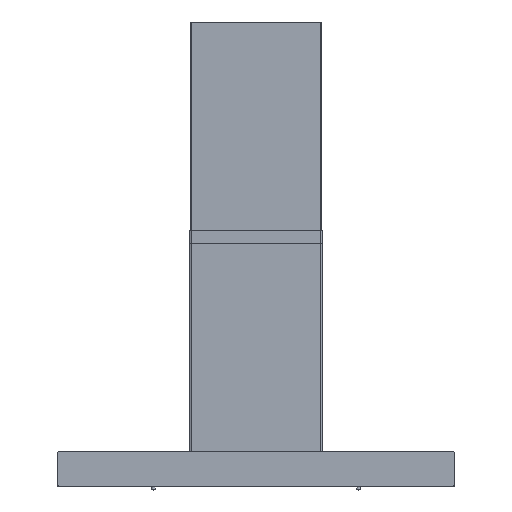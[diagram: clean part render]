
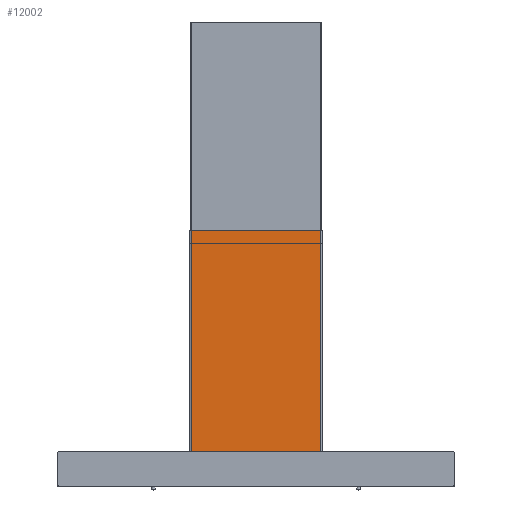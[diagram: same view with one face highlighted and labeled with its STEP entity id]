
A CAD part, top view. The second image highlights one B-rep face of the part: STEP entity #12002.
In plain terms, the highlighted planar face has unit normal (0, 0, 1).
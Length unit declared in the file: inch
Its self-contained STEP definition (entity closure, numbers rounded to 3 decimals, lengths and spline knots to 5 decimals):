
#11809=DIRECTION('',(1.,0.,0.));
#11810=VECTOR('',#11809,11.706);
#11811=CARTESIAN_POINT('',(-5.853,0.,6.002));
#11812=LINE('',#11811,#11810);
#11830=DIRECTION('',(0.,1.,0.));
#11831=VECTOR('',#11830,20.);
#11832=CARTESIAN_POINT('',(5.853,0.,6.002));
#11833=LINE('',#11832,#11831);
#11834=DIRECTION('',(0.,1.,0.));
#11835=VECTOR('',#11834,20.);
#11836=CARTESIAN_POINT('',(-5.853,0.,6.002));
#11837=LINE('',#11836,#11835);
#11868=DIRECTION('',(1.,0.,0.));
#11869=VECTOR('',#11868,11.706);
#11870=CARTESIAN_POINT('',(-5.853,20.,6.002));
#11871=LINE('',#11870,#11869);
#11900=CARTESIAN_POINT('',(-5.853,0.,6.002));
#11901=VERTEX_POINT('',#11900);
#11902=CARTESIAN_POINT('',(5.853,0.,6.002));
#11903=VERTEX_POINT('',#11902);
#11916=CARTESIAN_POINT('',(-5.853,20.,6.002));
#11917=VERTEX_POINT('',#11916);
#11918=CARTESIAN_POINT('',(5.853,20.,6.002));
#11919=VERTEX_POINT('',#11918);
#11989=CARTESIAN_POINT('',(-5.853,0.,6.002));
#11990=DIRECTION('',(0.,0.,1.));
#11991=DIRECTION('',(1.,0.,0.));
#11992=AXIS2_PLACEMENT_3D('',#11989,#11990,#11991);
#11993=PLANE('',#11992);
#11994=ORIENTED_EDGE('',*,*,#11937,.F.);
#11996=ORIENTED_EDGE('',*,*,#11995,.T.);
#11998=ORIENTED_EDGE('',*,*,#11997,.T.);
#11999=ORIENTED_EDGE('',*,*,#11981,.F.);
#12000=EDGE_LOOP('',(#11994,#11996,#11998,#11999));
#12001=FACE_OUTER_BOUND('',#12000,.F.);
#11937=EDGE_CURVE('',#11901,#11903,#11812,.T.);
#11981=EDGE_CURVE('',#11903,#11919,#11833,.T.);
#11995=EDGE_CURVE('',#11901,#11917,#11837,.T.);
#11997=EDGE_CURVE('',#11917,#11919,#11871,.T.);
#12002=ADVANCED_FACE('',(#12001),#11993,.T.);
